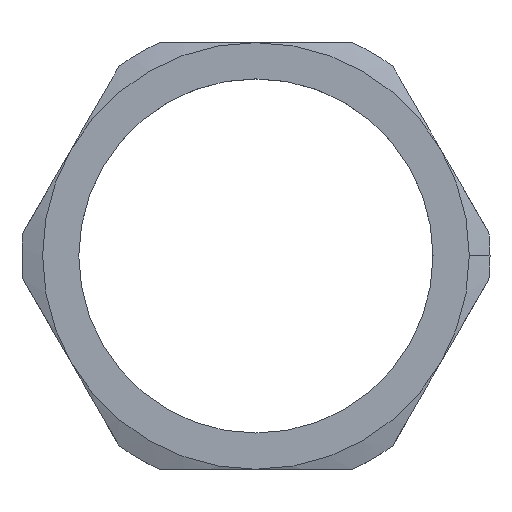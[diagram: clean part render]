
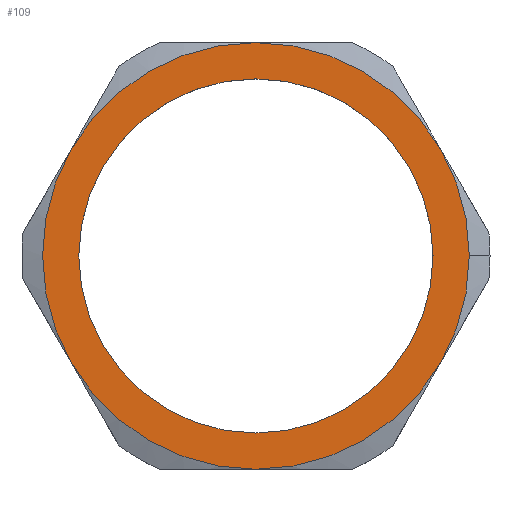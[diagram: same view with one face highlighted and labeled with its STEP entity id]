
A CAD part, top view. The second image highlights one B-rep face of the part: STEP entity #109.
In plain terms, the highlighted planar face has unit normal (0, 0, 1).
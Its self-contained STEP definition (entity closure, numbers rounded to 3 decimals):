
#38 = AXIS2_PLACEMENT_3D ( 'NONE', #605, #604, #603 ) ;
#43 = AXIS2_PLACEMENT_3D ( 'NONE', #617, #616, #615 ) ;
#58 = EDGE_CURVE ( 'NONE', #789, #756, #158, .T. ) ;
#62 = EDGE_CURVE ( 'NONE', #763, #790, #155, .T. ) ;
#70 = EDGE_CURVE ( 'NONE', #756, #789, #152, .T. ) ;
#71 = EDGE_CURVE ( 'NONE', #769, #763, #151, .T. ) ;
#72 = EDGE_CURVE ( 'NONE', #790, #757, #150, .T. ) ;
#73 = EDGE_CURVE ( 'NONE', #757, #766, #149, .T. ) ;
#74 = EDGE_CURVE ( 'NONE', #766, #768, #148, .T. ) ;
#75 = EDGE_CURVE ( 'NONE', #768, #785, #147, .T. ) ;
#76 = EDGE_CURVE ( 'NONE', #785, #769, #146, .T. ) ;
#109 = ADVANCED_FACE ( 'NONE', ( #514, #519 ), #347, .T. ) ;
#146 = CIRCLE ( 'NONE', #587, 34.75 ) ;
#147 = CIRCLE ( 'NONE', #563, 34.75 ) ;
#148 = CIRCLE ( 'NONE', #551, 34.75 ) ;
#149 = CIRCLE ( 'NONE', #584, 34.75 ) ;
#150 = CIRCLE ( 'NONE', #550, 34.75 ) ;
#151 = CIRCLE ( 'NONE', #549, 34.75 ) ;
#152 = CIRCLE ( 'NONE', #589, 28.85 ) ;
#155 = CIRCLE ( 'NONE', #38, 34.75 ) ;
#158 = CIRCLE ( 'NONE', #43, 28.85 ) ;
#223 = CARTESIAN_POINT ( 'NONE',  ( 30.094, 17.375, 8. ) ) ;
#224 = CARTESIAN_POINT ( 'NONE',  ( -28.85, 0., 8. ) ) ;
#228 = CARTESIAN_POINT ( 'NONE',  ( 0., -34.75, 8. ) ) ;
#244 = CARTESIAN_POINT ( 'NONE',  ( 30.094, -17.375, 8. ) ) ;
#245 = CARTESIAN_POINT ( 'NONE',  ( -30.094, -17.375, 8. ) ) ;
#247 = CARTESIAN_POINT ( 'NONE',  ( -30.094, 17.375, 8. ) ) ;
#250 = CARTESIAN_POINT ( 'NONE',  ( 34.75, 0., 8. ) ) ;
#256 = CARTESIAN_POINT ( 'NONE',  ( 0., 34.75, 8. ) ) ;
#257 = CARTESIAN_POINT ( 'NONE',  ( 28.85, 0., 8. ) ) ;
#344 = DIRECTION ( 'NONE',  ( 1., 0., 0. ) ) ;
#345 = DIRECTION ( 'NONE',  ( 0., 0., 1. ) ) ;
#346 = CARTESIAN_POINT ( 'NONE',  ( 0., 0., 8. ) ) ;
#347 = PLANE ( 'NONE',  #521 ) ;
#430 = DIRECTION ( 'NONE',  ( 1., 0., 0. ) ) ;
#463 = DIRECTION ( 'NONE',  ( 0., 0., 1. ) ) ;
#465 = CARTESIAN_POINT ( 'NONE',  ( 0., 0., 8. ) ) ;
#470 = DIRECTION ( 'NONE',  ( 0., 0., 1. ) ) ;
#475 = DIRECTION ( 'NONE',  ( 0., 0., 1. ) ) ;
#479 = DIRECTION ( 'NONE',  ( 0., 0., 1. ) ) ;
#482 = DIRECTION ( 'NONE',  ( 1., 0., 0. ) ) ;
#484 = DIRECTION ( 'NONE',  ( 1., 0., 0. ) ) ;
#490 = CARTESIAN_POINT ( 'NONE',  ( 0., 0., 8. ) ) ;
#492 = DIRECTION ( 'NONE',  ( 0., 0., 1. ) ) ;
#494 = DIRECTION ( 'NONE',  ( 1., 0., 0. ) ) ;
#495 = CARTESIAN_POINT ( 'NONE',  ( 0., 0., 8. ) ) ;
#496 = DIRECTION ( 'NONE',  ( 1., 0., 0. ) ) ;
#497 = CARTESIAN_POINT ( 'NONE',  ( 0., 0., 8. ) ) ;
#498 = CARTESIAN_POINT ( 'NONE',  ( 0., 0., 8. ) ) ;
#499 = DIRECTION ( 'NONE',  ( 1., 0., 0. ) ) ;
#502 = CARTESIAN_POINT ( 'NONE',  ( 0., 0., 8. ) ) ;
#503 = DIRECTION ( 'NONE',  ( 0., 0., 1. ) ) ;
#504 = DIRECTION ( 'NONE',  ( 1., 0., 0. ) ) ;
#505 = CARTESIAN_POINT ( 'NONE',  ( 0., 0., 8. ) ) ;
#506 = DIRECTION ( 'NONE',  ( 0., 0., 1. ) ) ;
#514 = FACE_BOUND ( 'NONE', #730, .T. ) ;
#519 = FACE_OUTER_BOUND ( 'NONE', #732, .T. ) ;
#521 = AXIS2_PLACEMENT_3D ( 'NONE', #346, #345, #344 ) ;
#549 = AXIS2_PLACEMENT_3D ( 'NONE', #498, #479, #496 ) ;
#550 = AXIS2_PLACEMENT_3D ( 'NONE', #497, #463, #499 ) ;
#551 = AXIS2_PLACEMENT_3D ( 'NONE', #502, #503, #504 ) ;
#563 = AXIS2_PLACEMENT_3D ( 'NONE', #505, #506, #494 ) ;
#584 = AXIS2_PLACEMENT_3D ( 'NONE', #465, #475, #484 ) ;
#587 = AXIS2_PLACEMENT_3D ( 'NONE', #495, #470, #430 ) ;
#589 = AXIS2_PLACEMENT_3D ( 'NONE', #490, #492, #482 ) ;
#603 = DIRECTION ( 'NONE',  ( 1., 0., 0. ) ) ;
#604 = DIRECTION ( 'NONE',  ( 0., 0., 1. ) ) ;
#605 = CARTESIAN_POINT ( 'NONE',  ( 0., 0., 8. ) ) ;
#615 = DIRECTION ( 'NONE',  ( 1., 0., 0. ) ) ;
#616 = DIRECTION ( 'NONE',  ( 0., 0., 1. ) ) ;
#617 = CARTESIAN_POINT ( 'NONE',  ( 0., 0., 8. ) ) ;
#715 = ORIENTED_EDGE ( 'NONE', *, *, #58, .F. ) ;
#716 = ORIENTED_EDGE ( 'NONE', *, *, #72, .T. ) ;
#717 = ORIENTED_EDGE ( 'NONE', *, *, #70, .F. ) ;
#718 = ORIENTED_EDGE ( 'NONE', *, *, #71, .T. ) ;
#719 = ORIENTED_EDGE ( 'NONE', *, *, #62, .T. ) ;
#720 = ORIENTED_EDGE ( 'NONE', *, *, #74, .T. ) ;
#721 = ORIENTED_EDGE ( 'NONE', *, *, #73, .T. ) ;
#722 = ORIENTED_EDGE ( 'NONE', *, *, #75, .T. ) ;
#723 = ORIENTED_EDGE ( 'NONE', *, *, #76, .T. ) ;
#730 = EDGE_LOOP ( 'NONE', ( #715, #717 ) ) ;
#732 = EDGE_LOOP ( 'NONE', ( #718, #719, #716, #721, #720, #722, #723 ) ) ;
#756 = VERTEX_POINT ( 'NONE', #257 ) ;
#757 = VERTEX_POINT ( 'NONE', #256 ) ;
#763 = VERTEX_POINT ( 'NONE', #250 ) ;
#766 = VERTEX_POINT ( 'NONE', #247 ) ;
#768 = VERTEX_POINT ( 'NONE', #245 ) ;
#769 = VERTEX_POINT ( 'NONE', #244 ) ;
#785 = VERTEX_POINT ( 'NONE', #228 ) ;
#789 = VERTEX_POINT ( 'NONE', #224 ) ;
#790 = VERTEX_POINT ( 'NONE', #223 ) ;
